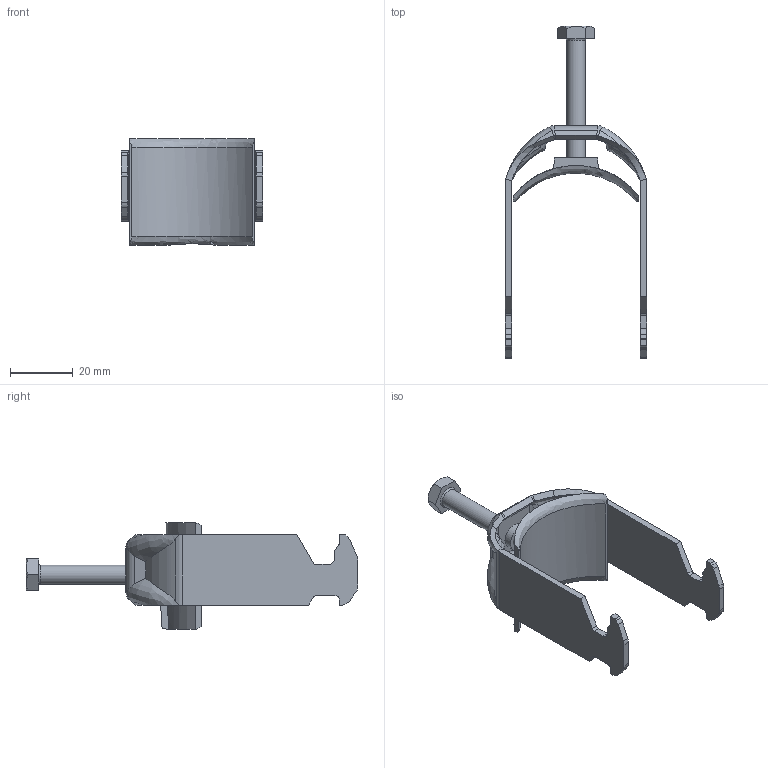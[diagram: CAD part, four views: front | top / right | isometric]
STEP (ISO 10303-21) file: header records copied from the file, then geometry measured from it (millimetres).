
FILE_DESCRIPTION (( 'STEP AP214' ), '1' );
FILE_NAME ('1186436.stp', '2023-09-13T07:19:08', ( '' ), ( '' ), 'SwSTEP 2.0', 'SolidWorks 2022', '' );
FILE_SCHEMA (( 'AUTOMOTIVE_DESIGN' ));
Length unit declared in the file: millimetre
Products named in the file (5): 1186436; 142951_M6 x 38; 141711_Standard; EB101-00-04_Standard; 157096_1Fach
Assembly tree (4 placements, depth 2):
  1186436
    157096_1Fach
    142951_M6 x 38
    EB101-00-04_Standard
    141711_Standard
Bounding box: 45 x 105.75 x 34.06 mm (x, y, z)
Volume: 12360.4 mm3; surface area: 13534 mm2
Topology: 4 solids, 4 shells, 255 faces, 646 edges, 389 vertices
Faces by surface type: plane 125, bspline 68, cylinder 45, sphere 8, cone 7, torus 2
Full cylindrical faces by diameter (mm): 2.9 x1, 3.2 x1, 4.2 x2, 6 x1, 8.2 x2
Entity records: 15008 total; most frequent: CARTESIAN_POINT 9441, ORIENTED_EDGE 1228, DIRECTION 901, EDGE_CURVE 614, VERTEX_POINT 385, AXIS2_PLACEMENT_3D 301, VECTOR 299, LINE 299
